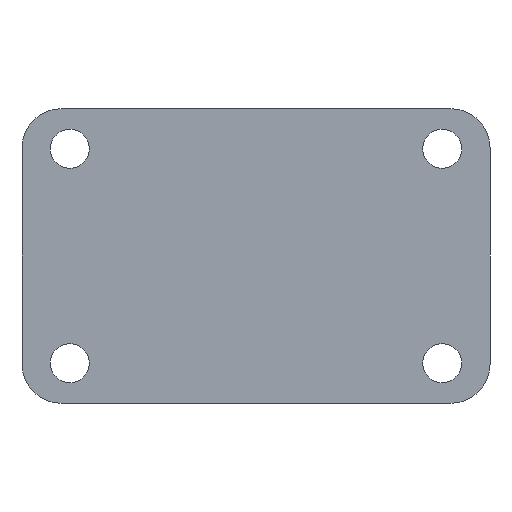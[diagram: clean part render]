
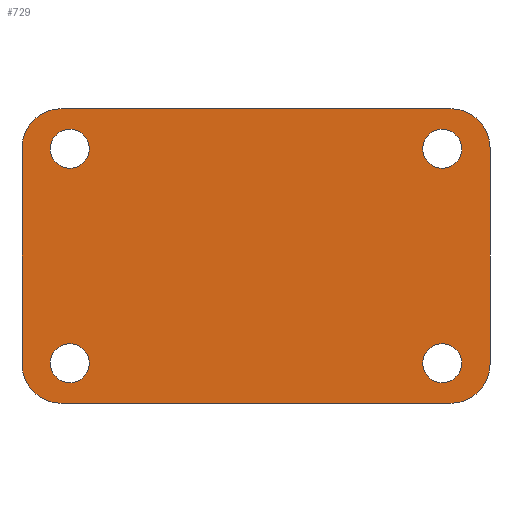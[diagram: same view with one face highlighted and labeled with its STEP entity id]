
A CAD part, front view. The second image highlights one B-rep face of the part: STEP entity #729.
In plain terms, the highlighted planar face has unit normal (0, -1, 0).
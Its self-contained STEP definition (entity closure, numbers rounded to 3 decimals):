
#1 = VERTEX_POINT ( 'NONE', #407 ) ;
#4 = EDGE_CURVE ( 'NONE', #705, #269, #648, .T. ) ;
#16 = CARTESIAN_POINT ( 'NONE',  ( 9.55, 0., 5.5 ) ) ;
#17 = CARTESIAN_POINT ( 'NONE',  ( -9.55, 0., 6.5 ) ) ;
#19 = DIRECTION ( 'NONE',  ( 0., -1., 0. ) ) ;
#40 = EDGE_CURVE ( 'NONE', #1, #705, #551, .T. ) ;
#47 = EDGE_CURVE ( 'NONE', #367, #568, #112, .T. ) ;
#49 = ORIENTED_EDGE ( 'NONE', *, *, #40, .F. ) ;
#50 = CIRCLE ( 'NONE', #483, 1. ) ;
#54 = VERTEX_POINT ( 'NONE', #477 ) ;
#62 = AXIS2_PLACEMENT_3D ( 'NONE', #386, #94, #155 ) ;
#63 = CARTESIAN_POINT ( 'NONE',  ( -12., 0., 5.55 ) ) ;
#72 = DIRECTION ( 'NONE',  ( 0., 1., 0. ) ) ;
#74 = DIRECTION ( 'NONE',  ( 0., 0., -1. ) ) ;
#82 = LINE ( 'NONE', #329, #312 ) ;
#88 = CARTESIAN_POINT ( 'NONE',  ( 9.55, 0., -5.5 ) ) ;
#89 = FACE_BOUND ( 'NONE', #757, .T. ) ;
#94 = DIRECTION ( 'NONE',  ( 0., 1., 0. ) ) ;
#98 = CIRCLE ( 'NONE', #124, 2. ) ;
#108 = EDGE_CURVE ( 'NONE', #718, #54, #50, .T. ) ;
#112 = CIRCLE ( 'NONE', #514, 1. ) ;
#118 = VECTOR ( 'NONE', #181, 1000. ) ;
#121 = EDGE_CURVE ( 'NONE', #774, #186, #674, .T. ) ;
#124 = AXIS2_PLACEMENT_3D ( 'NONE', #636, #385, #625 ) ;
#142 = AXIS2_PLACEMENT_3D ( 'NONE', #644, #292, #714 ) ;
#145 = DIRECTION ( 'NONE',  ( 0., 0., -1. ) ) ;
#146 = CARTESIAN_POINT ( 'NONE',  ( 12., 0., -5.55 ) ) ;
#148 = DIRECTION ( 'NONE',  ( 0., 1., 0. ) ) ;
#149 = ORIENTED_EDGE ( 'NONE', *, *, #670, .T. ) ;
#155 = DIRECTION ( 'NONE',  ( 0., 0., 1. ) ) ;
#156 = LINE ( 'NONE', #720, #118 ) ;
#162 = ORIENTED_EDGE ( 'NONE', *, *, #258, .T. ) ;
#167 = EDGE_CURVE ( 'NONE', #568, #367, #275, .T. ) ;
#181 = DIRECTION ( 'NONE',  ( 1., 0., 0. ) ) ;
#186 = VERTEX_POINT ( 'NONE', #17 ) ;
#189 = FACE_BOUND ( 'NONE', #557, .T. ) ;
#190 = DIRECTION ( 'NONE',  ( 0., 0., 1. ) ) ;
#200 = DIRECTION ( 'NONE',  ( 0., 1., 0. ) ) ;
#207 = DIRECTION ( 'NONE',  ( 0., 0., 1. ) ) ;
#208 = AXIS2_PLACEMENT_3D ( 'NONE', #382, #214, #207 ) ;
#209 = CARTESIAN_POINT ( 'NONE',  ( 10., 0., -7.55 ) ) ;
#214 = DIRECTION ( 'NONE',  ( 0., 1., 0. ) ) ;
#219 = EDGE_LOOP ( 'NONE', ( #650, #426 ) ) ;
#221 = CARTESIAN_POINT ( 'NONE',  ( -12., 0., 5.55 ) ) ;
#238 = ORIENTED_EDGE ( 'NONE', *, *, #4, .F. ) ;
#239 = CARTESIAN_POINT ( 'NONE',  ( -9.55, 0., -5.5 ) ) ;
#240 = DIRECTION ( 'NONE',  ( 0., 1., 0. ) ) ;
#243 = AXIS2_PLACEMENT_3D ( 'NONE', #414, #600, #472 ) ;
#255 = CARTESIAN_POINT ( 'NONE',  ( -10., 0., -5.55 ) ) ;
#258 = EDGE_CURVE ( 'NONE', #601, #664, #468, .T. ) ;
#260 = EDGE_CURVE ( 'NONE', #269, #588, #98, .T. ) ;
#263 = CARTESIAN_POINT ( 'NONE',  ( -10., 0., 7.55 ) ) ;
#265 = ORIENTED_EDGE ( 'NONE', *, *, #108, .T. ) ;
#267 = EDGE_CURVE ( 'NONE', #186, #774, #651, .T. ) ;
#269 = VERTEX_POINT ( 'NONE', #146 ) ;
#275 = CIRCLE ( 'NONE', #313, 1. ) ;
#277 = DIRECTION ( 'NONE',  ( 0., 0., 1. ) ) ;
#290 = AXIS2_PLACEMENT_3D ( 'NONE', #88, #200, #613 ) ;
#292 = DIRECTION ( 'NONE',  ( 0., 1., 0. ) ) ;
#297 = ORIENTED_EDGE ( 'NONE', *, *, #260, .F. ) ;
#299 = ORIENTED_EDGE ( 'NONE', *, *, #608, .T. ) ;
#301 = LINE ( 'NONE', #221, #691 ) ;
#307 = DIRECTION ( 'NONE',  ( 0., 1., 0. ) ) ;
#312 = VECTOR ( 'NONE', #680, 1000. ) ;
#313 = AXIS2_PLACEMENT_3D ( 'NONE', #16, #435, #318 ) ;
#318 = DIRECTION ( 'NONE',  ( 0., 0., 1. ) ) ;
#323 = CARTESIAN_POINT ( 'NONE',  ( 9.55, 0., -4.5 ) ) ;
#329 = CARTESIAN_POINT ( 'NONE',  ( -10., 0., -7.55 ) ) ;
#331 = DIRECTION ( 'NONE',  ( 0., 1., 0. ) ) ;
#339 = ORIENTED_EDGE ( 'NONE', *, *, #593, .F. ) ;
#342 = CIRCLE ( 'NONE', #290, 1. ) ;
#360 = EDGE_LOOP ( 'NONE', ( #299, #162 ) ) ;
#362 = DIRECTION ( 'NONE',  ( 0., 0., 1. ) ) ;
#365 = CIRCLE ( 'NONE', #142, 2. ) ;
#367 = VERTEX_POINT ( 'NONE', #697 ) ;
#382 = CARTESIAN_POINT ( 'NONE',  ( -9.55, 0., 5.5 ) ) ;
#385 = DIRECTION ( 'NONE',  ( 0., 1., 0. ) ) ;
#386 = CARTESIAN_POINT ( 'NONE',  ( -9.55, 0., -5.5 ) ) ;
#396 = ORIENTED_EDGE ( 'NONE', *, *, #462, .F. ) ;
#398 = FACE_OUTER_BOUND ( 'NONE', #510, .T. ) ;
#407 = CARTESIAN_POINT ( 'NONE',  ( 10., 0., 7.55 ) ) ;
#409 = DIRECTION ( 'NONE',  ( 0., 0., -1. ) ) ;
#414 = CARTESIAN_POINT ( 'NONE',  ( -9.55, 0., 5.5 ) ) ;
#426 = ORIENTED_EDGE ( 'NONE', *, *, #47, .T. ) ;
#435 = DIRECTION ( 'NONE',  ( 0., 1., 0. ) ) ;
#436 = VERTEX_POINT ( 'NONE', #466 ) ;
#439 = CARTESIAN_POINT ( 'NONE',  ( -10., 0., -5.55 ) ) ;
#448 = FACE_BOUND ( 'NONE', #219, .T. ) ;
#449 = CARTESIAN_POINT ( 'NONE',  ( 9.55, 0., -5.5 ) ) ;
#462 = EDGE_CURVE ( 'NONE', #565, #571, #365, .T. ) ;
#466 = CARTESIAN_POINT ( 'NONE',  ( -12., 0., -5.55 ) ) ;
#467 = VECTOR ( 'NONE', #409, 1000. ) ;
#468 = CIRCLE ( 'NONE', #710, 1. ) ;
#472 = DIRECTION ( 'NONE',  ( 0., 0., 1. ) ) ;
#477 = CARTESIAN_POINT ( 'NONE',  ( -9.55, 0., -6.5 ) ) ;
#478 = ORIENTED_EDGE ( 'NONE', *, *, #638, .F. ) ;
#479 = CARTESIAN_POINT ( 'NONE',  ( 9.55, 0., 4.5 ) ) ;
#483 = AXIS2_PLACEMENT_3D ( 'NONE', #239, #240, #659 ) ;
#486 = CARTESIAN_POINT ( 'NONE',  ( -10., 0., -7.55 ) ) ;
#510 = EDGE_LOOP ( 'NONE', ( #339, #707, #297, #238, #49, #585, #396, #478 ) ) ;
#514 = AXIS2_PLACEMENT_3D ( 'NONE', #667, #307, #362 ) ;
#530 = CARTESIAN_POINT ( 'NONE',  ( 12., 0., 5.55 ) ) ;
#542 = EDGE_CURVE ( 'NONE', #571, #1, #156, .T. ) ;
#545 = ORIENTED_EDGE ( 'NONE', *, *, #267, .T. ) ;
#546 = FACE_BOUND ( 'NONE', #360, .T. ) ;
#551 = CIRCLE ( 'NONE', #665, 2. ) ;
#557 = EDGE_LOOP ( 'NONE', ( #149, #265 ) ) ;
#565 = VERTEX_POINT ( 'NONE', #63 ) ;
#568 = VERTEX_POINT ( 'NONE', #479 ) ;
#569 = CARTESIAN_POINT ( 'NONE',  ( -9.55, 0., 4.5 ) ) ;
#571 = VERTEX_POINT ( 'NONE', #263 ) ;
#580 = EDGE_CURVE ( 'NONE', #588, #741, #82, .T. ) ;
#585 = ORIENTED_EDGE ( 'NONE', *, *, #542, .F. ) ;
#588 = VERTEX_POINT ( 'NONE', #209 ) ;
#593 = EDGE_CURVE ( 'NONE', #741, #436, #732, .T. ) ;
#596 = CARTESIAN_POINT ( 'NONE',  ( 10., 0., 5.55 ) ) ;
#600 = DIRECTION ( 'NONE',  ( 0., 1., 0. ) ) ;
#601 = VERTEX_POINT ( 'NONE', #323 ) ;
#602 = AXIS2_PLACEMENT_3D ( 'NONE', #439, #148, #145 ) ;
#608 = EDGE_CURVE ( 'NONE', #664, #601, #342, .T. ) ;
#613 = DIRECTION ( 'NONE',  ( 0., 0., 1. ) ) ;
#625 = DIRECTION ( 'NONE',  ( 0., 0., -1. ) ) ;
#627 = CARTESIAN_POINT ( 'NONE',  ( 12., 0., 5.55 ) ) ;
#633 = CARTESIAN_POINT ( 'NONE',  ( 9.55, 0., -6.5 ) ) ;
#636 = CARTESIAN_POINT ( 'NONE',  ( 10., 0., -5.55 ) ) ;
#638 = EDGE_CURVE ( 'NONE', #436, #565, #301, .T. ) ;
#644 = CARTESIAN_POINT ( 'NONE',  ( -10., 0., 5.55 ) ) ;
#648 = LINE ( 'NONE', #530, #467 ) ;
#650 = ORIENTED_EDGE ( 'NONE', *, *, #167, .T. ) ;
#651 = CIRCLE ( 'NONE', #208, 1. ) ;
#654 = AXIS2_PLACEMENT_3D ( 'NONE', #255, #19, #74 ) ;
#659 = DIRECTION ( 'NONE',  ( 0., 0., 1. ) ) ;
#664 = VERTEX_POINT ( 'NONE', #633 ) ;
#665 = AXIS2_PLACEMENT_3D ( 'NONE', #596, #72, #190 ) ;
#667 = CARTESIAN_POINT ( 'NONE',  ( 9.55, 0., 5.5 ) ) ;
#670 = EDGE_CURVE ( 'NONE', #54, #718, #743, .T. ) ;
#674 = CIRCLE ( 'NONE', #243, 1. ) ;
#678 = PLANE ( 'NONE',  #654 ) ;
#680 = DIRECTION ( 'NONE',  ( -1., 0., 0. ) ) ;
#691 = VECTOR ( 'NONE', #277, 1000. ) ;
#697 = CARTESIAN_POINT ( 'NONE',  ( 9.55, 0., 6.5 ) ) ;
#698 = CARTESIAN_POINT ( 'NONE',  ( -9.55, 0., -4.5 ) ) ;
#705 = VERTEX_POINT ( 'NONE', #627 ) ;
#707 = ORIENTED_EDGE ( 'NONE', *, *, #580, .F. ) ;
#710 = AXIS2_PLACEMENT_3D ( 'NONE', #449, #331, #748 ) ;
#713 = ORIENTED_EDGE ( 'NONE', *, *, #121, .T. ) ;
#714 = DIRECTION ( 'NONE',  ( 0., 0., -1. ) ) ;
#718 = VERTEX_POINT ( 'NONE', #698 ) ;
#720 = CARTESIAN_POINT ( 'NONE',  ( -10., 0., 7.55 ) ) ;
#729 = ADVANCED_FACE ( 'NONE', ( #448, #189, #398, #546, #89 ), #678, .T. ) ;
#732 = CIRCLE ( 'NONE', #602, 2. ) ;
#741 = VERTEX_POINT ( 'NONE', #486 ) ;
#743 = CIRCLE ( 'NONE', #62, 1. ) ;
#748 = DIRECTION ( 'NONE',  ( 0., 0., 1. ) ) ;
#757 = EDGE_LOOP ( 'NONE', ( #713, #545 ) ) ;
#774 = VERTEX_POINT ( 'NONE', #569 ) ;
